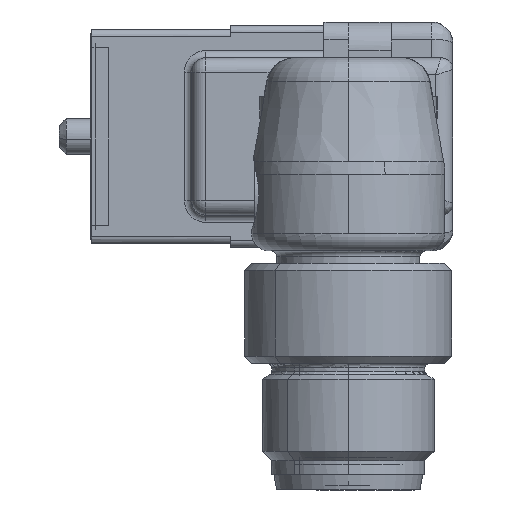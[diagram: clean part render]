
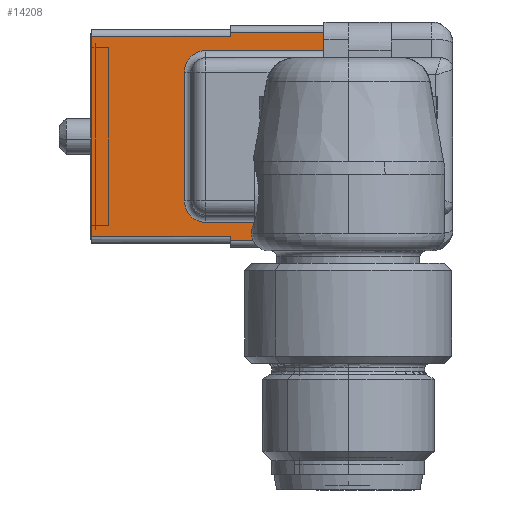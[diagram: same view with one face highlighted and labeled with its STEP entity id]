
A CAD part, front view. The second image highlights one B-rep face of the part: STEP entity #14208.
In plain terms, the highlighted planar face has unit normal (0, -1, 0).
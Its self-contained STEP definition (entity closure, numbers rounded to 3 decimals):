
#14090=AXIS2_PLACEMENT_3D('Plane Axis2P3D',#14087,#14088,#14089) ;
#13458=CARTESIAN_POINT('Vertex',(2.271,228.4,17.7)) ;
#13461=CARTESIAN_POINT('Line Origine',(2.271,228.4,24.7)) ;
#13465=CARTESIAN_POINT('Vertex',(2.271,228.4,31.7)) ;
#14060=CARTESIAN_POINT('Line Origine',(12.,228.4,17.7)) ;
#14064=CARTESIAN_POINT('Vertex',(12.,228.4,17.7)) ;
#14087=CARTESIAN_POINT('Axis2P3D Location',(12.,228.4,32.2)) ;
#14092=CARTESIAN_POINT('Line Origine',(18.5,228.4,18.075)) ;
#14096=CARTESIAN_POINT('Vertex',(18.5,228.4,17.45)) ;
#14098=CARTESIAN_POINT('Vertex',(18.5,228.4,18.7)) ;
#14101=CARTESIAN_POINT('Line Origine',(14.375,228.4,18.7)) ;
#14105=CARTESIAN_POINT('Vertex',(10.25,228.4,18.7)) ;
#14109=CARTESIAN_POINT('Control Point',(8.75,228.4,20.2)) ;
#14110=CARTESIAN_POINT('Control Point',(8.75,228.4,20.02)) ;
#14111=CARTESIAN_POINT('Control Point',(8.777,228.4,19.84)) ;
#14112=CARTESIAN_POINT('Control Point',(8.831,228.4,19.665)) ;
#14113=CARTESIAN_POINT('Control Point',(8.99,228.4,19.338)) ;
#14114=CARTESIAN_POINT('Control Point',(9.238,228.4,19.071)) ;
#14115=CARTESIAN_POINT('Control Point',(9.381,228.4,18.958)) ;
#14116=CARTESIAN_POINT('Control Point',(9.636,228.4,18.811)) ;
#14117=CARTESIAN_POINT('Control Point',(9.918,228.4,18.731)) ;
#14118=CARTESIAN_POINT('Control Point',(10.028,228.4,18.71)) ;
#14119=CARTESIAN_POINT('Control Point',(10.139,228.4,18.7)) ;
#14120=CARTESIAN_POINT('Control Point',(10.25,228.4,18.7)) ;
#14121=CARTESIAN_POINT('Vertex',(8.75,228.4,20.2)) ;
#14124=CARTESIAN_POINT('Line Origine',(8.75,228.4,24.7)) ;
#14128=CARTESIAN_POINT('Vertex',(8.75,228.4,29.2)) ;
#14132=CARTESIAN_POINT('Control Point',(10.25,228.4,30.7)) ;
#14133=CARTESIAN_POINT('Control Point',(10.07,228.4,30.7)) ;
#14134=CARTESIAN_POINT('Control Point',(9.89,228.4,30.673)) ;
#14135=CARTESIAN_POINT('Control Point',(9.715,228.4,30.619)) ;
#14136=CARTESIAN_POINT('Control Point',(9.388,228.4,30.46)) ;
#14137=CARTESIAN_POINT('Control Point',(9.121,228.4,30.212)) ;
#14138=CARTESIAN_POINT('Control Point',(9.008,228.4,30.069)) ;
#14139=CARTESIAN_POINT('Control Point',(8.861,228.4,29.814)) ;
#14140=CARTESIAN_POINT('Control Point',(8.781,228.4,29.532)) ;
#14141=CARTESIAN_POINT('Control Point',(8.76,228.4,29.422)) ;
#14142=CARTESIAN_POINT('Control Point',(8.75,228.4,29.311)) ;
#14143=CARTESIAN_POINT('Control Point',(8.75,228.4,29.2)) ;
#14144=CARTESIAN_POINT('Vertex',(10.25,228.4,30.7)) ;
#14147=CARTESIAN_POINT('Line Origine',(14.375,228.4,30.7)) ;
#14151=CARTESIAN_POINT('Vertex',(18.5,228.4,30.7)) ;
#14154=CARTESIAN_POINT('Line Origine',(18.5,228.4,31.325)) ;
#14158=CARTESIAN_POINT('Vertex',(18.5,228.4,31.95)) ;
#14161=CARTESIAN_POINT('Line Origine',(15.25,228.4,31.95)) ;
#14165=CARTESIAN_POINT('Vertex',(12.,228.4,31.95)) ;
#14168=CARTESIAN_POINT('Line Origine',(12.,228.4,31.825)) ;
#14172=CARTESIAN_POINT('Vertex',(12.,228.4,31.7)) ;
#14175=CARTESIAN_POINT('Line Origine',(7.135,228.4,31.7)) ;
#14180=CARTESIAN_POINT('Line Origine',(12.,228.4,17.575)) ;
#14184=CARTESIAN_POINT('Vertex',(12.,228.4,17.45)) ;
#14187=CARTESIAN_POINT('Line Origine',(15.25,228.4,17.45)) ;
#13462=DIRECTION('Vector Direction',(0.,0.,-1.)) ;
#14061=DIRECTION('Vector Direction',(1.,0.,0.)) ;
#14088=DIRECTION('Axis2P3D Direction',(0.,1.,0.)) ;
#14089=DIRECTION('Axis2P3D XDirection',(1.,0.,0.)) ;
#14093=DIRECTION('Vector Direction',(0.,0.,1.)) ;
#14102=DIRECTION('Vector Direction',(1.,0.,0.)) ;
#14125=DIRECTION('Vector Direction',(0.,0.,-1.)) ;
#14148=DIRECTION('Vector Direction',(-1.,0.,0.)) ;
#14155=DIRECTION('Vector Direction',(0.,0.,1.)) ;
#14162=DIRECTION('Vector Direction',(1.,0.,0.)) ;
#14169=DIRECTION('Vector Direction',(0.,0.,-1.)) ;
#14176=DIRECTION('Vector Direction',(1.,0.,0.)) ;
#14181=DIRECTION('Vector Direction',(0.,0.,1.)) ;
#14188=DIRECTION('Vector Direction',(-1.,0.,0.)) ;
#13463=VECTOR('Line Direction',#13462,1.) ;
#14062=VECTOR('Line Direction',#14061,1.) ;
#14094=VECTOR('Line Direction',#14093,1.) ;
#14103=VECTOR('Line Direction',#14102,1.) ;
#14126=VECTOR('Line Direction',#14125,1.) ;
#14149=VECTOR('Line Direction',#14148,1.) ;
#14156=VECTOR('Line Direction',#14155,1.) ;
#14163=VECTOR('Line Direction',#14162,1.) ;
#14170=VECTOR('Line Direction',#14169,1.) ;
#14177=VECTOR('Line Direction',#14176,1.) ;
#14182=VECTOR('Line Direction',#14181,1.) ;
#14189=VECTOR('Line Direction',#14188,1.) ;
#14193=ORIENTED_EDGE('',*,*,#14100,.T.) ;
#14194=ORIENTED_EDGE('',*,*,#14107,.F.) ;
#14195=ORIENTED_EDGE('',*,*,#14123,.F.) ;
#14196=ORIENTED_EDGE('',*,*,#14130,.F.) ;
#14197=ORIENTED_EDGE('',*,*,#14146,.F.) ;
#14198=ORIENTED_EDGE('',*,*,#14153,.F.) ;
#14199=ORIENTED_EDGE('',*,*,#14160,.T.) ;
#14200=ORIENTED_EDGE('',*,*,#14167,.F.) ;
#14201=ORIENTED_EDGE('',*,*,#14174,.T.) ;
#14202=ORIENTED_EDGE('',*,*,#14179,.F.) ;
#14203=ORIENTED_EDGE('',*,*,#13467,.T.) ;
#14204=ORIENTED_EDGE('',*,*,#14066,.F.) ;
#14205=ORIENTED_EDGE('',*,*,#14186,.F.) ;
#14206=ORIENTED_EDGE('',*,*,#14191,.F.) ;
#14208=ADVANCED_FACE('Hauptkoerper',(#14207),#14091,.F.) ;
#14108=B_SPLINE_CURVE_WITH_KNOTS('',5,(#14109,#14110,#14111,#14112,#14113,#14114,#14115,#14116,#14117,#14118,#14119,#14120),.UNSPECIFIED.,.F.,.U.,(6,3,3,6),(0.,1.273,2.546,3.332),.UNSPECIFIED.) ;
#14131=B_SPLINE_CURVE_WITH_KNOTS('',5,(#14132,#14133,#14134,#14135,#14136,#14137,#14138,#14139,#14140,#14141,#14142,#14143),.UNSPECIFIED.,.F.,.U.,(6,3,3,6),(0.,1.273,2.546,3.332),.UNSPECIFIED.) ;
#13467=EDGE_CURVE('',#13466,#13459,#13464,.T.) ;
#14066=EDGE_CURVE('',#14065,#13459,#14063,.F.) ;
#14100=EDGE_CURVE('',#14097,#14099,#14095,.T.) ;
#14107=EDGE_CURVE('',#14106,#14099,#14104,.T.) ;
#14123=EDGE_CURVE('',#14122,#14106,#14108,.T.) ;
#14130=EDGE_CURVE('',#14129,#14122,#14127,.T.) ;
#14146=EDGE_CURVE('',#14145,#14129,#14131,.T.) ;
#14153=EDGE_CURVE('',#14152,#14145,#14150,.T.) ;
#14160=EDGE_CURVE('',#14152,#14159,#14157,.T.) ;
#14167=EDGE_CURVE('',#14166,#14159,#14164,.T.) ;
#14174=EDGE_CURVE('',#14166,#14173,#14171,.T.) ;
#14179=EDGE_CURVE('',#13466,#14173,#14178,.T.) ;
#14186=EDGE_CURVE('',#14185,#14065,#14183,.T.) ;
#14191=EDGE_CURVE('',#14097,#14185,#14190,.T.) ;
#14192=EDGE_LOOP('',(#14193,#14194,#14195,#14196,#14197,#14198,#14199,#14200,#14201,#14202,#14203,#14204,#14205,#14206)) ;
#14207=FACE_OUTER_BOUND('',#14192,.T.) ;
#13464=LINE('Line',#13461,#13463) ;
#14063=LINE('Line',#14060,#14062) ;
#14095=LINE('Line',#14092,#14094) ;
#14104=LINE('Line',#14101,#14103) ;
#14127=LINE('Line',#14124,#14126) ;
#14150=LINE('Line',#14147,#14149) ;
#14157=LINE('Line',#14154,#14156) ;
#14164=LINE('Line',#14161,#14163) ;
#14171=LINE('Line',#14168,#14170) ;
#14178=LINE('Line',#14175,#14177) ;
#14183=LINE('Line',#14180,#14182) ;
#14190=LINE('Line',#14187,#14189) ;
#14091=PLANE('',#14090) ;
#13459=VERTEX_POINT('',#13458) ;
#13466=VERTEX_POINT('',#13465) ;
#14065=VERTEX_POINT('',#14064) ;
#14097=VERTEX_POINT('',#14096) ;
#14099=VERTEX_POINT('',#14098) ;
#14106=VERTEX_POINT('',#14105) ;
#14122=VERTEX_POINT('',#14121) ;
#14129=VERTEX_POINT('',#14128) ;
#14145=VERTEX_POINT('',#14144) ;
#14152=VERTEX_POINT('',#14151) ;
#14159=VERTEX_POINT('',#14158) ;
#14166=VERTEX_POINT('',#14165) ;
#14173=VERTEX_POINT('',#14172) ;
#14185=VERTEX_POINT('',#14184) ;
